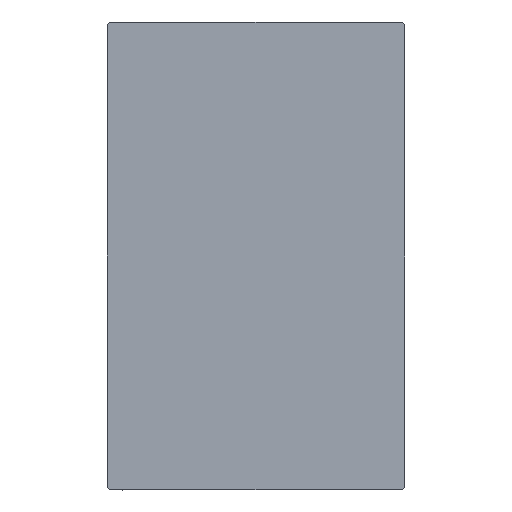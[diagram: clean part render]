
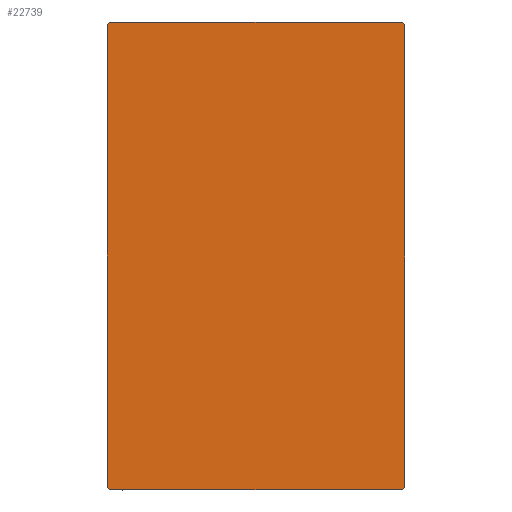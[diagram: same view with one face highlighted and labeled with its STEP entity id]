
A CAD part, left-side view. The second image highlights one B-rep face of the part: STEP entity #22739.
In plain terms, the highlighted face is planar.
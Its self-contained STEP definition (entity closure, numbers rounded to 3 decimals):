
#643 = ORIENTED_EDGE ( 'NONE', *, *, #30687, .T. ) ;
#944 = VECTOR ( 'NONE', #24363, 1000. ) ;
#978 = LINE ( 'NONE', #40746, #32131 ) ;
#1358 = ORIENTED_EDGE ( 'NONE', *, *, #35865, .T. ) ;
#2154 = AXIS2_PLACEMENT_3D ( 'NONE', #4385, #23971, #36592 ) ;
#2316 = EDGE_CURVE ( 'NONE', #40276, #17913, #26138, .T. ) ;
#2541 = LINE ( 'NONE', #21684, #9677 ) ;
#2940 = VERTEX_POINT ( 'NONE', #32189 ) ;
#3729 = CARTESIAN_POINT ( 'NONE',  ( 96., 17.5, -27.5 ) ) ;
#4385 = CARTESIAN_POINT ( 'NONE',  ( 96., 0., 0. ) ) ;
#4490 = CARTESIAN_POINT ( 'NONE',  ( 96., -17.2, 27.5 ) ) ;
#5328 = CARTESIAN_POINT ( 'NONE',  ( 96., -22.35, 22.35 ) ) ;
#5425 = VERTEX_POINT ( 'NONE', #16113 ) ;
#5672 = DIRECTION ( 'NONE',  ( 0., 0.707, 0.707 ) ) ;
#8585 = LINE ( 'NONE', #5328, #42326 ) ;
#8749 = VERTEX_POINT ( 'NONE', #26938 ) ;
#9677 = VECTOR ( 'NONE', #18637, 1000. ) ;
#11114 = LINE ( 'NONE', #3729, #944 ) ;
#11407 = VECTOR ( 'NONE', #5672, 1000. ) ;
#12009 = VERTEX_POINT ( 'NONE', #41539 ) ;
#12486 = EDGE_CURVE ( 'NONE', #2940, #25233, #2541, .T. ) ;
#14096 = DIRECTION ( 'NONE',  ( 0., 0.707, -0.707 ) ) ;
#16113 = CARTESIAN_POINT ( 'NONE',  ( 96., 17.5, -27.2 ) ) ;
#16363 = CARTESIAN_POINT ( 'NONE',  ( 96., -17.5, 27.5 ) ) ;
#16456 = CARTESIAN_POINT ( 'NONE',  ( 96., 17.5, 27.5 ) ) ;
#17913 = VERTEX_POINT ( 'NONE', #35943 ) ;
#17940 = DIRECTION ( 'NONE',  ( 0., -0.707, 0.707 ) ) ;
#18637 = DIRECTION ( 'NONE',  ( 0., 1., 0. ) ) ;
#19626 = ORIENTED_EDGE ( 'NONE', *, *, #2316, .T. ) ;
#19688 = EDGE_CURVE ( 'NONE', #22997, #40276, #8585, .T. ) ;
#21684 = CARTESIAN_POINT ( 'NONE',  ( 96., -17.5, -27.5 ) ) ;
#22739 = ADVANCED_FACE ( 'NONE', ( #33543 ), #36801, .T. ) ;
#22997 = VERTEX_POINT ( 'NONE', #4490 ) ;
#23474 = ORIENTED_EDGE ( 'NONE', *, *, #39148, .T. ) ;
#23971 = DIRECTION ( 'NONE',  ( 1., 0., 0. ) ) ;
#24259 = CARTESIAN_POINT ( 'NONE',  ( 96., -17.5, 27.2 ) ) ;
#24363 = DIRECTION ( 'NONE',  ( 0., 0., 1. ) ) ;
#25223 = ORIENTED_EDGE ( 'NONE', *, *, #28659, .T. ) ;
#25233 = VERTEX_POINT ( 'NONE', #32894 ) ;
#26138 = LINE ( 'NONE', #16363, #35059 ) ;
#26801 = VECTOR ( 'NONE', #29501, 1000. ) ;
#26936 = CARTESIAN_POINT ( 'NONE',  ( 96., -22.35, -22.35 ) ) ;
#26938 = CARTESIAN_POINT ( 'NONE',  ( 96., 17.5, 27.2 ) ) ;
#28659 = EDGE_CURVE ( 'NONE', #8749, #12009, #978, .T. ) ;
#29501 = DIRECTION ( 'NONE',  ( 0., -1., 0. ) ) ;
#30406 = LINE ( 'NONE', #26936, #31591 ) ;
#30687 = EDGE_CURVE ( 'NONE', #5425, #8749, #11114, .T. ) ;
#31591 = VECTOR ( 'NONE', #14096, 1000. ) ;
#32131 = VECTOR ( 'NONE', #17940, 1000. ) ;
#32189 = CARTESIAN_POINT ( 'NONE',  ( 96., -17.2, -27.5 ) ) ;
#32894 = CARTESIAN_POINT ( 'NONE',  ( 96., 17.2, -27.5 ) ) ;
#33543 = FACE_OUTER_BOUND ( 'NONE', #41584, .T. ) ;
#34477 = ORIENTED_EDGE ( 'NONE', *, *, #19688, .T. ) ;
#35059 = VECTOR ( 'NONE', #42860, 1000. ) ;
#35865 = EDGE_CURVE ( 'NONE', #25233, #5425, #42400, .T. ) ;
#35943 = CARTESIAN_POINT ( 'NONE',  ( 96., -17.5, -27.2 ) ) ;
#36592 = DIRECTION ( 'NONE',  ( 0., 0., -1. ) ) ;
#36663 = LINE ( 'NONE', #16456, #26801 ) ;
#36801 = PLANE ( 'NONE',  #2154 ) ;
#37633 = ORIENTED_EDGE ( 'NONE', *, *, #41605, .T. ) ;
#38792 = DIRECTION ( 'NONE',  ( 0., -0.707, -0.707 ) ) ;
#39137 = CARTESIAN_POINT ( 'NONE',  ( 96., 22.35, -22.35 ) ) ;
#39148 = EDGE_CURVE ( 'NONE', #17913, #2940, #30406, .T. ) ;
#40276 = VERTEX_POINT ( 'NONE', #24259 ) ;
#40746 = CARTESIAN_POINT ( 'NONE',  ( 96., 22.35, 22.35 ) ) ;
#41072 = ORIENTED_EDGE ( 'NONE', *, *, #12486, .T. ) ;
#41539 = CARTESIAN_POINT ( 'NONE',  ( 96., 17.2, 27.5 ) ) ;
#41584 = EDGE_LOOP ( 'NONE', ( #41072, #1358, #643, #25223, #37633, #34477, #19626, #23474 ) ) ;
#41605 = EDGE_CURVE ( 'NONE', #12009, #22997, #36663, .T. ) ;
#42326 = VECTOR ( 'NONE', #38792, 1000. ) ;
#42400 = LINE ( 'NONE', #39137, #11407 ) ;
#42860 = DIRECTION ( 'NONE',  ( 0., 0., -1. ) ) ;
